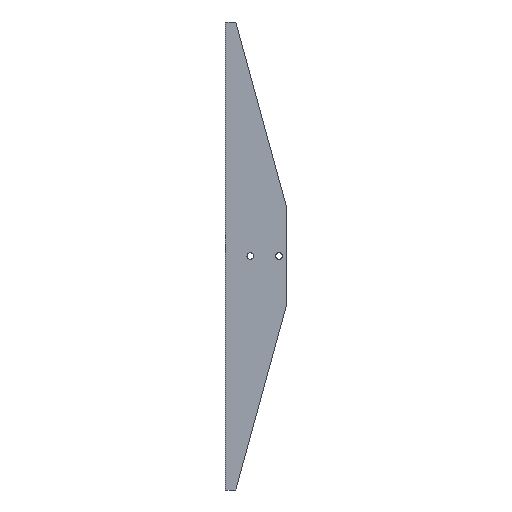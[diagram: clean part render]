
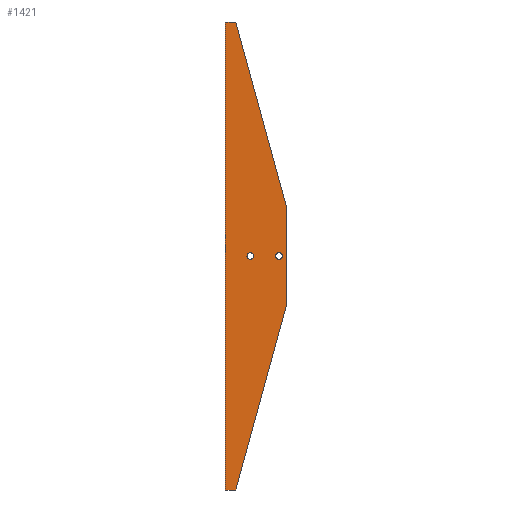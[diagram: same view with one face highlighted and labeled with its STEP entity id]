
A CAD part, left-side view. The second image highlights one B-rep face of the part: STEP entity #1421.
In plain terms, the highlighted planar face has unit normal (-1, 0, 0).
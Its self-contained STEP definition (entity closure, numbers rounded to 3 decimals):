
#70=FACE_BOUND('',#233,.T.);
#71=FACE_BOUND('',#234,.T.);
#126=CIRCLE('',#1567,4.5);
#127=CIRCLE('',#1568,4.5);
#136=FACE_OUTER_BOUND('',#232,.T.);
#232=EDGE_LOOP('',(#1056,#1057,#1058,#1059,#1060,#1061,#1062,#1063));
#233=EDGE_LOOP('',(#1064));
#234=EDGE_LOOP('',(#1065));
#297=LINE('',#2030,#439);
#337=LINE('',#2167,#479);
#341=LINE('',#2173,#483);
#342=LINE('',#2176,#484);
#350=LINE('',#2190,#492);
#377=LINE('',#2297,#519);
#378=LINE('',#2298,#520);
#379=LINE('',#2299,#521);
#439=VECTOR('',#1635,10.);
#479=VECTOR('',#1737,10.);
#483=VECTOR('',#1743,10.);
#484=VECTOR('',#1746,10.);
#492=VECTOR('',#1758,10.);
#519=VECTOR('',#1839,10.);
#520=VECTOR('',#1840,10.);
#521=VECTOR('',#1841,10.);
#581=VERTEX_POINT('',#2027);
#582=VERTEX_POINT('',#2029);
#647=VERTEX_POINT('',#2165);
#648=VERTEX_POINT('',#2166);
#649=VERTEX_POINT('',#2171);
#650=VERTEX_POINT('',#2175);
#654=VERTEX_POINT('',#2188);
#707=VERTEX_POINT('',#2296);
#708=VERTEX_POINT('',#2300);
#709=VERTEX_POINT('',#2302);
#713=EDGE_CURVE('',#582,#581,#297,.T.);
#781=EDGE_CURVE('',#647,#648,#337,.T.);
#785=EDGE_CURVE('',#649,#648,#341,.T.);
#786=EDGE_CURVE('',#649,#650,#342,.T.);
#794=EDGE_CURVE('',#581,#654,#350,.T.);
#847=EDGE_CURVE('',#654,#707,#377,.T.);
#848=EDGE_CURVE('',#647,#707,#378,.T.);
#849=EDGE_CURVE('',#582,#650,#379,.T.);
#850=EDGE_CURVE('',#708,#708,#126,.T.);
#851=EDGE_CURVE('',#709,#709,#127,.T.);
#1056=ORIENTED_EDGE('',*,*,#847,.T.);
#1057=ORIENTED_EDGE('',*,*,#848,.F.);
#1058=ORIENTED_EDGE('',*,*,#781,.T.);
#1059=ORIENTED_EDGE('',*,*,#785,.F.);
#1060=ORIENTED_EDGE('',*,*,#786,.T.);
#1061=ORIENTED_EDGE('',*,*,#849,.F.);
#1062=ORIENTED_EDGE('',*,*,#713,.T.);
#1063=ORIENTED_EDGE('',*,*,#794,.T.);
#1064=ORIENTED_EDGE('',*,*,#850,.T.);
#1065=ORIENTED_EDGE('',*,*,#851,.T.);
#1312=PLANE('',#1566);
#1421=ADVANCED_FACE('',(#136,#70,#71),#1312,.T.);
#1566=AXIS2_PLACEMENT_3D('',#2295,#1837,#1838);
#1567=AXIS2_PLACEMENT_3D('',#2301,#1842,#1843);
#1568=AXIS2_PLACEMENT_3D('',#2303,#1844,#1845);
#1635=DIRECTION('',(0.,1.,0.));
#1737=DIRECTION('',(0.,-0.265,0.964));
#1743=DIRECTION('',(0.,0.,-1.));
#1746=DIRECTION('',(0.,0.265,0.964));
#1758=DIRECTION('',(0.,0.,-1.));
#1837=DIRECTION('center_axis',(-1.,0.,0.));
#1838=DIRECTION('ref_axis',(0.,0.,
1.));
#1839=DIRECTION('',(0.,-1.,0.));
#1840=DIRECTION('',(0.,1.,0.));
#1841=DIRECTION('',(0.,-1.,0.));
#1842=DIRECTION('center_axis',(1.,0.,0.));
#1843=DIRECTION('ref_axis',(0.,0.,1.));
#1844=DIRECTION('center_axis',(1.,0.,0.));
#1845=DIRECTION('ref_axis',(0.,0.,1.));
#2027=CARTESIAN_POINT('',(-33.,2.,0.));
#2029=CARTESIAN_POINT('',(-33.,-2.,0.));
#2030=CARTESIAN_POINT('',(-33.,-20.369,0.));
#2165=CARTESIAN_POINT('',(-33.,-13.,-650.));
#2166=CARTESIAN_POINT('',(-33.,-84.,-391.5));
#2167=CARTESIAN_POINT('',(-33.,-55.475,-495.357));
#2171=CARTESIAN_POINT('',(-33.,-84.,-258.5));
#2173=CARTESIAN_POINT('',(-33.,-84.,0.));
#2175=CARTESIAN_POINT('',(-33.,-13.,0.));
#2176=CARTESIAN_POINT('',(-33.,-90.975,-283.893));
#2188=CARTESIAN_POINT('',(-33.,2.,-650.));
#2190=CARTESIAN_POINT('',(-33.,2.,-325.));
#2295=CARTESIAN_POINT('Origin',(-33.,-40.738,-325.));
#2296=CARTESIAN_POINT('',(-33.,-2.,-650.));
#2297=CARTESIAN_POINT('',(-33.,-21.369,-650.));
#2298=CARTESIAN_POINT('',(-33.,2.524,-650.));
#2299=CARTESIAN_POINT('',(-33.,-20.369,0.));
#2300=CARTESIAN_POINT('',(-33.,-73.,-329.5));
#2301=CARTESIAN_POINT('Origin',(-33.,-73.,-325.));
#2302=CARTESIAN_POINT('',(-33.,-33.,-329.5));
#2303=CARTESIAN_POINT('Origin',(-33.,-33.,-325.));
